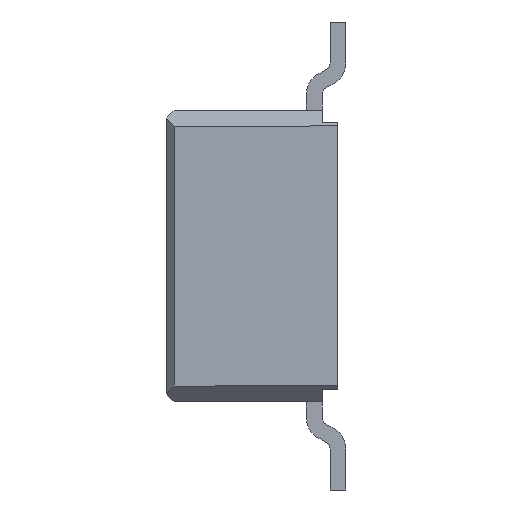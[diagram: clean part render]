
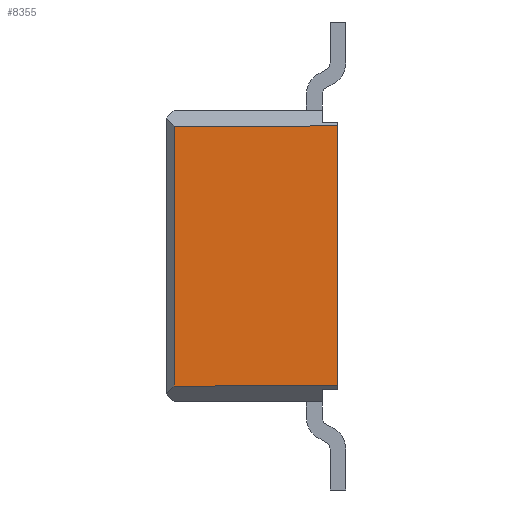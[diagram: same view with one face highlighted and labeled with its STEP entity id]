
A CAD part, left-side view. The second image highlights one B-rep face of the part: STEP entity #8355.
In plain terms, the highlighted planar face has unit normal (-1, 0, 0).
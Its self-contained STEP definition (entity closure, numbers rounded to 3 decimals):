
#1466 = CARTESIAN_POINT ( 'NONE',  ( -5.76, 0.05, 0.855 ) ) ;
#1746 = CARTESIAN_POINT ( 'NONE',  ( -5.76, 1.09, 0.825 ) ) ;
#2546 = VERTEX_POINT ( 'NONE', #1746 ) ;
#3310 = ORIENTED_EDGE ( 'NONE', *, *, #4279, .F. ) ;
#3398 = VECTOR ( 'NONE', #7818, 1000. ) ;
#3462 = CARTESIAN_POINT ( 'NONE',  ( -5.76, 0.65, -0.825 ) ) ;
#3470 = DIRECTION ( 'NONE',  ( 0., 0., 1. ) ) ;
#4060 = VECTOR ( 'NONE', #19376, 1000. ) ;
#4279 = EDGE_CURVE ( 'NONE', #11876, #5337, #11660, .T. ) ;
#4475 = AXIS2_PLACEMENT_3D ( 'NONE', #11824, #21786, #3470 ) ;
#5337 = VERTEX_POINT ( 'NONE', #8782 ) ;
#6131 = LINE ( 'NONE', #3462, #17415 ) ;
#7818 = DIRECTION ( 'NONE',  ( 0., 1., 0. ) ) ;
#8355 = ADVANCED_FACE ( 'NONE', ( #13149 ), #15681, .T. ) ;
#8364 = ORIENTED_EDGE ( 'NONE', *, *, #8582, .F. ) ;
#8582 = EDGE_CURVE ( 'NONE', #13371, #2546, #11247, .T. ) ;
#8782 = CARTESIAN_POINT ( 'NONE',  ( -5.76, 0.05, -0.825 ) ) ;
#11247 = LINE ( 'NONE', #20828, #4060 ) ;
#11660 = LINE ( 'NONE', #1466, #14424 ) ;
#11824 = CARTESIAN_POINT ( 'NONE',  ( -5.76, 0.65, 0.855 ) ) ;
#11876 = VERTEX_POINT ( 'NONE', #13595 ) ;
#13149 = FACE_OUTER_BOUND ( 'NONE', #16157, .T. ) ;
#13371 = VERTEX_POINT ( 'NONE', #14102 ) ;
#13595 = CARTESIAN_POINT ( 'NONE',  ( -5.76, 0.05, 0.825 ) ) ;
#14102 = CARTESIAN_POINT ( 'NONE',  ( -5.76, 1.09, -0.825 ) ) ;
#14424 = VECTOR ( 'NONE', #17649, 1000. ) ;
#15681 = PLANE ( 'NONE',  #4475 ) ;
#16157 = EDGE_LOOP ( 'NONE', ( #17421, #8364, #26107, #3310 ) ) ;
#17415 = VECTOR ( 'NONE', #18048, 1000. ) ;
#17421 = ORIENTED_EDGE ( 'NONE', *, *, #25187, .T. ) ;
#17649 = DIRECTION ( 'NONE',  ( 0., 0., -1. ) ) ;
#18048 = DIRECTION ( 'NONE',  ( 0., 1., 0. ) ) ;
#19376 = DIRECTION ( 'NONE',  ( 0., 0., 1. ) ) ;
#20157 = LINE ( 'NONE', #21619, #3398 ) ;
#20644 = EDGE_CURVE ( 'NONE', #5337, #13371, #6131, .T. ) ;
#20828 = CARTESIAN_POINT ( 'NONE',  ( -5.76, 1.09, 0.855 ) ) ;
#21619 = CARTESIAN_POINT ( 'NONE',  ( -5.76, 0.65, 0.825 ) ) ;
#21786 = DIRECTION ( 'NONE',  ( -1., 0., 0. ) ) ;
#25187 = EDGE_CURVE ( 'NONE', #11876, #2546, #20157, .T. ) ;
#26107 = ORIENTED_EDGE ( 'NONE', *, *, #20644, .F. ) ;
